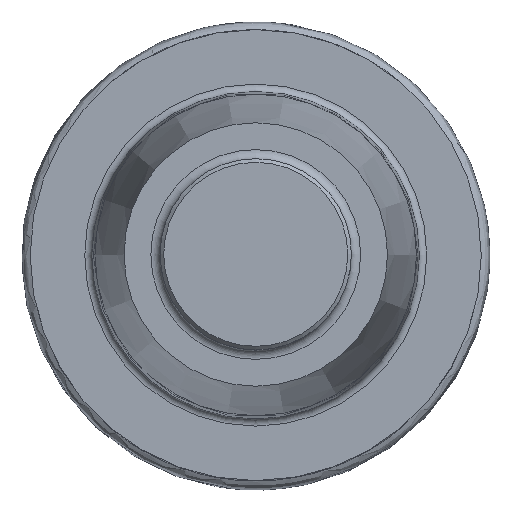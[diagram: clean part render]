
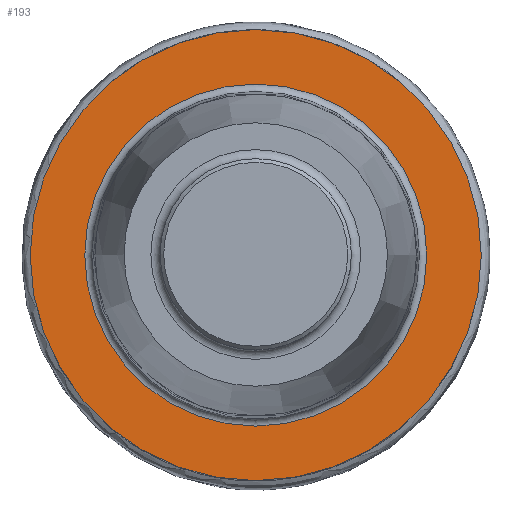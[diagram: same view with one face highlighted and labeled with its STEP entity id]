
A CAD part, top view. The second image highlights one B-rep face of the part: STEP entity #193.
In plain terms, the highlighted planar face has unit normal (0, 0, 1).
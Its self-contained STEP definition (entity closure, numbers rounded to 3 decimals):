
#157=PLANE('',#680);
#193=ADVANCED_FACE('CU_SU5',(#256,#257),#157,.F.);
#256=FACE_BOUND('',#310,.T.);
#257=FACE_BOUND('',#311,.T.);
#310=EDGE_LOOP('',(#388));
#311=EDGE_LOOP('',(#389));
#388=ORIENTED_EDGE('',*,*,#514,.T.);
#389=ORIENTED_EDGE('',*,*,#513,.F.);
#470=VERTEX_POINT('',#1113);
#471=VERTEX_POINT('',#1116);
#513=EDGE_CURVE('',#470,#470,#551,.T.);
#514=EDGE_CURVE('',#471,#471,#552,.T.);
#551=CIRCLE('',#677,12.256);
#552=CIRCLE('',#679,9.292);
#677=AXIS2_PLACEMENT_3D('',#1112,#804,#805);
#679=AXIS2_PLACEMENT_3D('',#1115,#808,#809);
#680=AXIS2_PLACEMENT_3D('',#1117,#810,#811);
#804=DIRECTION('',(0.,0.,-1.));
#805=DIRECTION('',(-1.,0.,0.));
#808=DIRECTION('',(0.,0.,-1.));
#809=DIRECTION('',(-1.,0.,0.));
#810=DIRECTION('',(0.,0.,-1.));
#811=DIRECTION('',(-1.,0.,0.));
#1112=CARTESIAN_POINT('',(0.,0.,0.));
#1113=CARTESIAN_POINT('',(-12.256,0.,0.));
#1115=CARTESIAN_POINT('',(0.,0.,0.));
#1116=CARTESIAN_POINT('',(-9.292,0.,0.));
#1117=CARTESIAN_POINT('',(-8.907,0.,0.));
